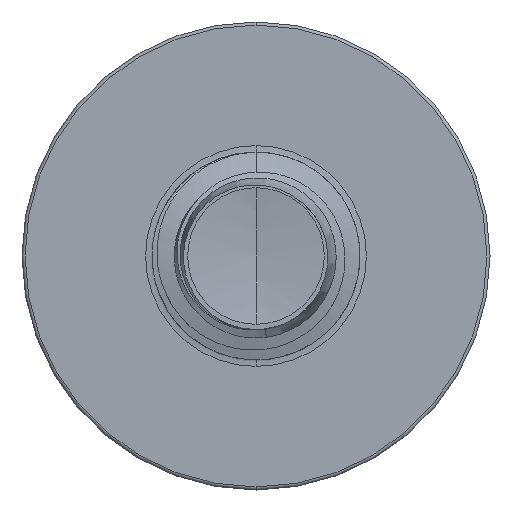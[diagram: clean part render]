
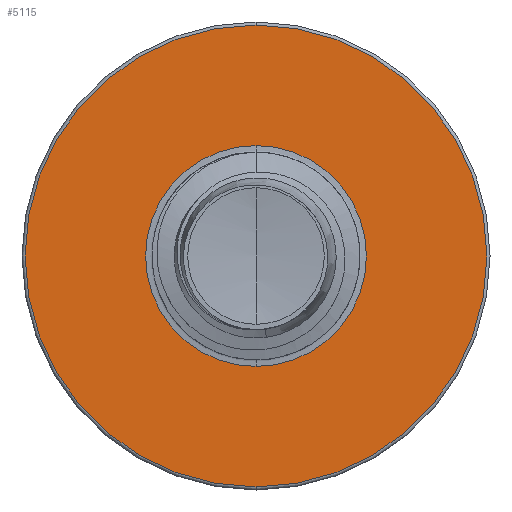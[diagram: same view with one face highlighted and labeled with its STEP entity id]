
A CAD part, front view. The second image highlights one B-rep face of the part: STEP entity #5115.
In plain terms, the highlighted planar face has unit normal (0, -1, 0).
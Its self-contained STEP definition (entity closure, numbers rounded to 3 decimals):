
#12 = DIRECTION ( 'NONE',  ( 0., 1., 0. ) ) ;
#408 = DIRECTION ( 'NONE',  ( 0., 0., 1. ) ) ;
#707 = VERTEX_POINT ( 'NONE', #1684 ) ;
#1167 = VERTEX_POINT ( 'NONE', #18319 ) ;
#1288 = CARTESIAN_POINT ( 'NONE',  ( 0., 8., 0. ) ) ;
#1684 = CARTESIAN_POINT ( 'NONE',  ( 0., 8., -3.186 ) ) ;
#2822 = DIRECTION ( 'NONE',  ( 0., 0., 1. ) ) ;
#3397 = CIRCLE ( 'NONE', #11461, 6.66 ) ;
#4311 = DIRECTION ( 'NONE',  ( 0., 1., 0. ) ) ;
#5115 = ADVANCED_FACE ( 'NONE', ( #11956, #15194 ), #7938, .F. ) ;
#5261 = ORIENTED_EDGE ( 'NONE', *, *, #17950, .F. ) ;
#5389 = ORIENTED_EDGE ( 'NONE', *, *, #13589, .T. ) ;
#5430 = ORIENTED_EDGE ( 'NONE', *, *, #16459, .T. ) ;
#7574 = AXIS2_PLACEMENT_3D ( 'NONE', #17231, #8653, #18567 ) ;
#7662 = ORIENTED_EDGE ( 'NONE', *, *, #11073, .F. ) ;
#7873 = VERTEX_POINT ( 'NONE', #11738 ) ;
#7938 = PLANE ( 'NONE',  #11908 ) ;
#8372 = CIRCLE ( 'NONE', #14273, 3.186 ) ;
#8653 = DIRECTION ( 'NONE',  ( 0., 1., 0. ) ) ;
#9072 = CARTESIAN_POINT ( 'NONE',  ( 0., 8., 0. ) ) ;
#9454 = DIRECTION ( 'NONE',  ( 0., 1., 0. ) ) ;
#10579 = DIRECTION ( 'NONE',  ( 0., 0., 1. ) ) ;
#11073 = EDGE_CURVE ( 'NONE', #1167, #7873, #18192, .T. ) ;
#11461 = AXIS2_PLACEMENT_3D ( 'NONE', #1288, #11805, #2822 ) ;
#11738 = CARTESIAN_POINT ( 'NONE',  ( 0., 8., -6.66 ) ) ;
#11805 = DIRECTION ( 'NONE',  ( 0., 1., 0. ) ) ;
#11908 = AXIS2_PLACEMENT_3D ( 'NONE', #15077, #9454, #408 ) ;
#11956 = FACE_OUTER_BOUND ( 'NONE', #13088, .T. ) ;
#12268 = VERTEX_POINT ( 'NONE', #13352 ) ;
#12946 = CIRCLE ( 'NONE', #7574, 3.186 ) ;
#13088 = EDGE_LOOP ( 'NONE', ( #7662, #5261 ) ) ;
#13183 = CARTESIAN_POINT ( 'NONE',  ( 0., 8., 0. ) ) ;
#13352 = CARTESIAN_POINT ( 'NONE',  ( 0., 8., 3.186 ) ) ;
#13589 = EDGE_CURVE ( 'NONE', #707, #12268, #8372, .T. ) ;
#14273 = AXIS2_PLACEMENT_3D ( 'NONE', #9072, #12, #10579 ) ;
#14585 = DIRECTION ( 'NONE',  ( 0., 0., 1. ) ) ;
#15077 = CARTESIAN_POINT ( 'NONE',  ( 0., 8., -3.186 ) ) ;
#15194 = FACE_BOUND ( 'NONE', #18775, .T. ) ;
#16459 = EDGE_CURVE ( 'NONE', #12268, #707, #12946, .T. ) ;
#17231 = CARTESIAN_POINT ( 'NONE',  ( 0., 8., 0. ) ) ;
#17541 = AXIS2_PLACEMENT_3D ( 'NONE', #13183, #4311, #14585 ) ;
#17950 = EDGE_CURVE ( 'NONE', #7873, #1167, #3397, .T. ) ;
#18192 = CIRCLE ( 'NONE', #17541, 6.66 ) ;
#18319 = CARTESIAN_POINT ( 'NONE',  ( 0., 8., 6.66 ) ) ;
#18567 = DIRECTION ( 'NONE',  ( 0., 0., 1. ) ) ;
#18775 = EDGE_LOOP ( 'NONE', ( #5430, #5389 ) ) ;
